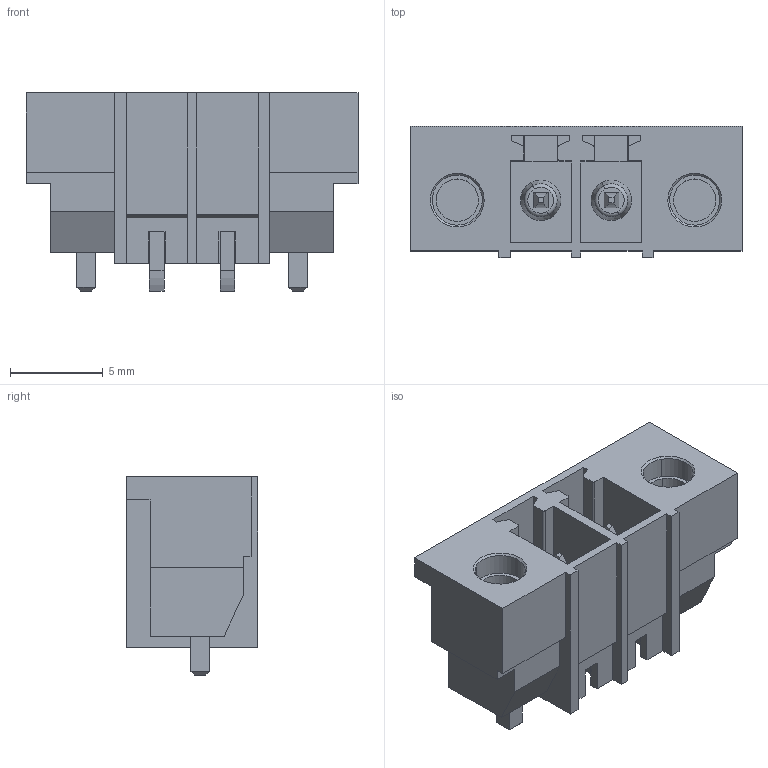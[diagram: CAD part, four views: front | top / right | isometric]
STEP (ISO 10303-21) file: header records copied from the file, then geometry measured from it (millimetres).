
FILE_DESCRIPTION(('CATIA V5 STEP Exchange','CAx-IF Rec.Pracs.--- Model Styling and Organization---1.2---2011-12-15'),'2;1');
FILE_NAME ('D1457752_0_1864220000_1864220000.stp','2018-10-12T11:49:00+00:00',('none'),('Weidmueller'),'CATIA Version 5-6 Release 2014','CATIA V5 STEP AP214','none');
FILE_SCHEMA(('AUTOMOTIVE_DESIGN { 1 0 10303 214 1 1 1 1 }'));
Length unit declared in the file: millimetre
Products named in the file (1): 1864220000
Bounding box: 17.91 x 7.07 x 10.7 mm (x, y, z)
Volume: 604.9 mm3; surface area: 1176.1 mm2
Topology: 5 solids, 5 shells, 198 faces, 534 edges, 356 vertices
Faces by surface type: plane 160, cylinder 26, cone 8, torus 4
Entity records: 5775 total; most frequent: ORIENTED_EDGE 1068, CARTESIAN_POINT 1049, DIRECTION 782, EDGE_CURVE 534, VECTOR 458, LINE 458, VERTEX_POINT 356, EDGE_LOOP 212
